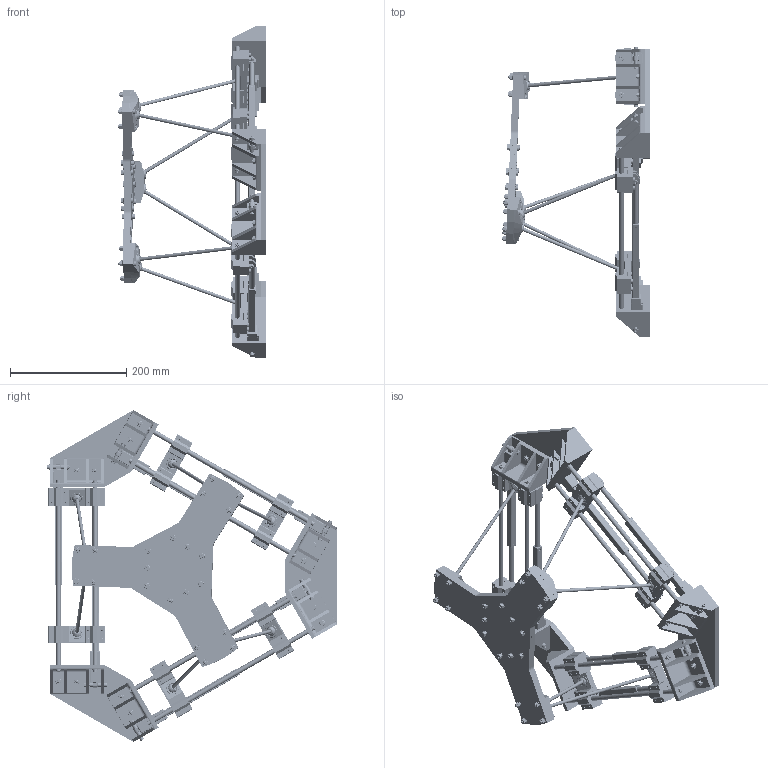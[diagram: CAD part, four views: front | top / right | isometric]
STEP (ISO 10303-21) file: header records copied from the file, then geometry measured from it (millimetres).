
FILE_DESCRIPTION(('CATIA V5 STEP Exchange'),'2;1');
FILE_NAME('PlateForme6Axes_Type2.stp','2018-03-14T14:18:48+00:00',('none'),('none'),'CATIA Version 5 Release 19 GA (IN-10)','CATIA V5 STEP AP203','none');
FILE_SCHEMA(('CONFIG_CONTROL_DESIGN'));
Length unit declared in the file: millimetre
Products named in the file (12): Plate Forme 6 axes; Ensemble Fixe; Ensemble_Fixe_Elementaire; Demi_Axe_Fixe; Support Axes Guidage Simple; Corps_Verin_Assemble; Platine Assemblee; Bielle_Assemblee; Rotule_Int_Adaptateur; Plate forme haute assemblee; Ensemble_Support_Haut; Support Rotule Inferieur Assemble
Assembly tree (113 placements, depth 7):
  Plate Forme 6 axes
    Ensemble Fixe
      Ensemble_Fixe_Elementaire  x3
        Demi_Axe_Fixe
          Support Axes Guidage Simple
            #80
            #455
            Corps_Verin_Assemble
              #2014
              #14796  x2
          #15008  x4
          #15238  x2
          #16142
          #17033
          #17581  x2
          #17811  x2
      Platine Assemblee  x3
        #18447
        #20626
    Bielle_Assemblee  x6
      #21605
      Rotule_Int_Adaptateur
        #21780
        #22091
    Plate forme haute assemblee
      #22472
      Ensemble_Support_Haut  x3
        #33960
        #35428
        #35840
        #17581
        #17811
      #36902  x9
      #17581  x9
      #17811  x9
    Support Rotule Inferieur Assemble  x6
      #38139
      #39178
      #35428
      #40151
      #41665
      #42878
      #43808
      #17033
Bounding box: 255.78 x 498.5 x 570.08 mm (x, y, z)
Volume: 1966054.3 mm3; surface area: 939644.5 mm2
Topology: 319 solids, 319 shells, 9383 faces, 22840 edges, 14656 vertices
Faces by surface type: plane 4157, cylinder 3420, cone 858, torus 420, revolution 366, bspline 90, sphere 72
Entity records: 44637 total; most frequent: CARTESIAN_POINT 10577, ORIENTED_EDGE 7172, DIRECTION 5877, EDGE_CURVE 3586, AXIS2_PLACEMENT_3D 2501, VERTEX_POINT 2332, VECTOR 2078, LINE 2078
